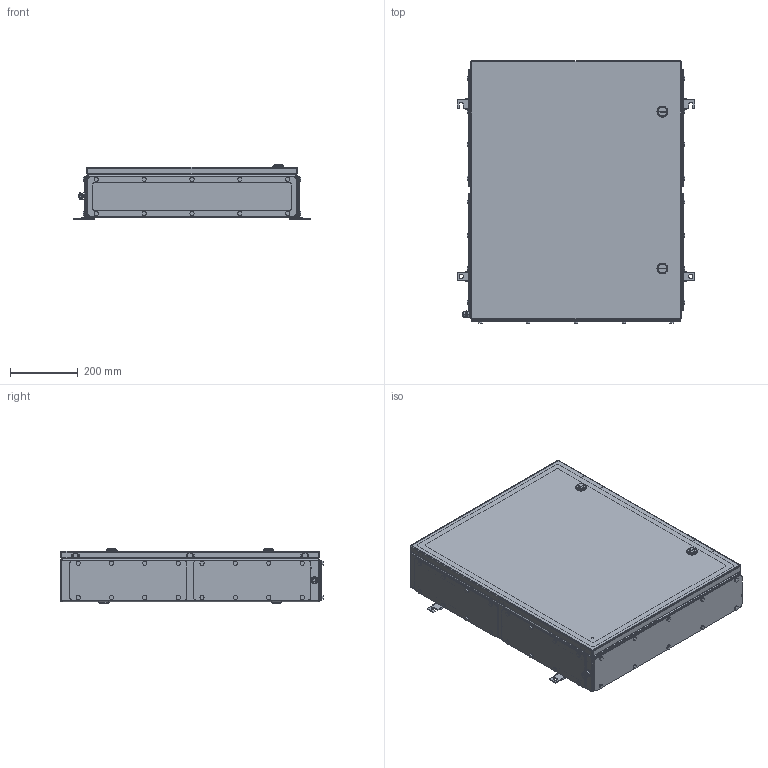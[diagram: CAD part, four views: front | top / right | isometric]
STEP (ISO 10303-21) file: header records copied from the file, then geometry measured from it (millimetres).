
FILE_DESCRIPTION(('CATIA V5 STEP Exchange','CAx-IF Rec.Pracs.--- Model Styling and Organization---1.4--- 2014-01-23'),'2;1');
FILE_NAME ('1530567-3_0_8000109922_8000109922_KTB_QL_766215_S4E3_LD.stp','2023-05-03T05:41:41+00:00',('none'),('Weidmueller'),'CATIA Version 5-6 Release 2016 SP3 HF44','CATIA V5 STEP AP214','none');
FILE_SCHEMA(('AUTOMOTIVE_DESIGN { 1 0 10303 214 1 1 1 1 }'));
Products named in the file (1): 8000109922 KTB QL 766215 S4E3
Bounding box: 701 x 773 x 159.8 mm (x, y, z)
Volume: 3185389.3 mm3; surface area: 3536002.5 mm2
Topology: 149 solids, 151 shells, 3017 faces, 7176 edges, 4606 vertices
Faces by surface type: cylinder 1448, plane 1245, cone 272, bspline 28, torus 16, sphere 8
Entity records: 98859 total; most frequent: CARTESIAN_POINT 31392, ORIENTED_EDGE 14088, DIRECTION 11960, EDGE_CURVE 7044, AXIS2_PLACEMENT_3D 5203, VERTEX_POINT 4606, VECTOR 3776, LINE 3776
